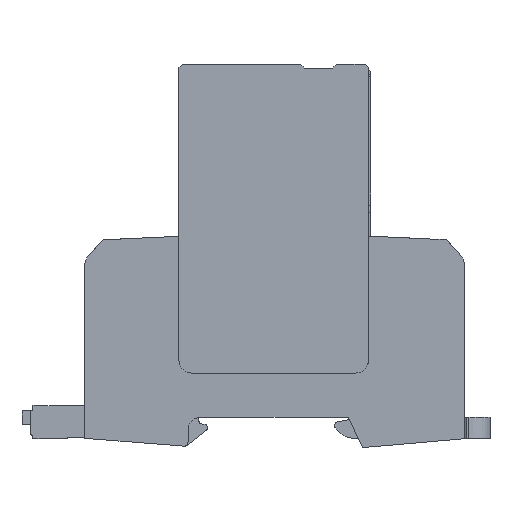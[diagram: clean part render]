
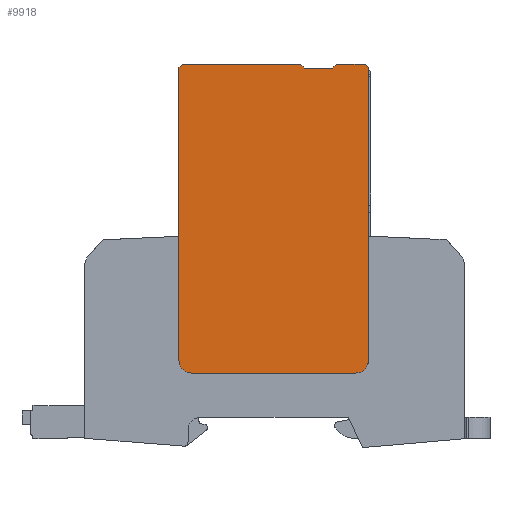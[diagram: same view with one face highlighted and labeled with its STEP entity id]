
A CAD part, left-side view. The second image highlights one B-rep face of the part: STEP entity #9918.
In plain terms, the highlighted planar face has unit normal (-1, 0, 0).
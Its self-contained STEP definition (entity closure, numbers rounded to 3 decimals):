
#9765=AXIS2_PLACEMENT_3D('Plane Axis2P3D',#9762,#9763,#9764) ;
#9762=CARTESIAN_POINT('Axis2P3D Location',(0.,72.86,17.703)) ;
#9768=CARTESIAN_POINT('Control Point',(0.,73.86,53.28)) ;
#9769=CARTESIAN_POINT('Control Point',(0.,73.86,46.765)) ;
#9770=CARTESIAN_POINT('Control Point',(0.,73.86,40.249)) ;
#9771=CARTESIAN_POINT('Control Point',(0.,73.86,33.734)) ;
#9772=CARTESIAN_POINT('Control Point',(0.,73.86,27.218)) ;
#9773=CARTESIAN_POINT('Control Point',(0.,73.86,20.703)) ;
#9774=CARTESIAN_POINT('Vertex',(0.,73.86,53.28)) ;
#9776=CARTESIAN_POINT('Vertex',(0.,73.86,20.703)) ;
#9780=CARTESIAN_POINT('Control Point',(0.,73.86,20.703)) ;
#9781=CARTESIAN_POINT('Control Point',(0.,73.86,19.76)) ;
#9782=CARTESIAN_POINT('Control Point',(0.,73.491,18.817)) ;
#9783=CARTESIAN_POINT('Control Point',(0.,72.746,18.072)) ;
#9784=CARTESIAN_POINT('Control Point',(0.,71.803,17.703)) ;
#9785=CARTESIAN_POINT('Control Point',(0.,70.86,17.703)) ;
#9786=CARTESIAN_POINT('Vertex',(0.,70.86,17.703)) ;
#9790=CARTESIAN_POINT('Control Point',(0.,70.86,17.703)) ;
#9791=CARTESIAN_POINT('Control Point',(0.,63.06,17.703)) ;
#9792=CARTESIAN_POINT('Control Point',(0.,55.26,17.703)) ;
#9793=CARTESIAN_POINT('Control Point',(0.,47.46,17.703)) ;
#9794=CARTESIAN_POINT('Control Point',(0.,39.66,17.703)) ;
#9795=CARTESIAN_POINT('Control Point',(0.,31.86,17.703)) ;
#9796=CARTESIAN_POINT('Vertex',(0.,31.86,17.703)) ;
#9800=CARTESIAN_POINT('Control Point',(0.,31.86,17.703)) ;
#9801=CARTESIAN_POINT('Control Point',(0.,30.918,17.703)) ;
#9802=CARTESIAN_POINT('Control Point',(0.,29.975,18.072)) ;
#9803=CARTESIAN_POINT('Control Point',(0.,29.229,18.817)) ;
#9804=CARTESIAN_POINT('Control Point',(0.,28.86,19.76)) ;
#9805=CARTESIAN_POINT('Control Point',(0.,28.86,20.703)) ;
#9806=CARTESIAN_POINT('Vertex',(0.,28.86,20.703)) ;
#9810=CARTESIAN_POINT('Control Point',(0.,28.86,20.703)) ;
#9811=CARTESIAN_POINT('Control Point',(0.,28.86,27.218)) ;
#9812=CARTESIAN_POINT('Control Point',(0.,28.86,33.734)) ;
#9813=CARTESIAN_POINT('Control Point',(0.,28.86,40.249)) ;
#9814=CARTESIAN_POINT('Control Point',(0.,28.86,46.765)) ;
#9815=CARTESIAN_POINT('Control Point',(0.,28.86,53.28)) ;
#9816=CARTESIAN_POINT('Vertex',(0.,28.86,53.28)) ;
#9820=CARTESIAN_POINT('Control Point',(0.,28.86,53.28)) ;
#9821=CARTESIAN_POINT('Control Point',(0.,28.86,59.144)) ;
#9822=CARTESIAN_POINT('Control Point',(0.,28.86,65.008)) ;
#9823=CARTESIAN_POINT('Control Point',(0.,28.86,70.872)) ;
#9824=CARTESIAN_POINT('Control Point',(0.,28.86,76.736)) ;
#9825=CARTESIAN_POINT('Control Point',(0.,28.86,82.6)) ;
#9826=CARTESIAN_POINT('Vertex',(0.,28.86,82.6)) ;
#9829=CARTESIAN_POINT('Line Origine',(0.,28.86,86.425)) ;
#9833=CARTESIAN_POINT('Vertex',(0.,28.86,90.25)) ;
#9836=CARTESIAN_POINT('Line Origine',(0.,29.235,90.625)) ;
#9840=CARTESIAN_POINT('Vertex',(0.,29.61,91.)) ;
#9843=CARTESIAN_POINT('Line Origine',(0.,33.035,91.)) ;
#9847=CARTESIAN_POINT('Vertex',(0.,36.46,91.)) ;
#9850=CARTESIAN_POINT('Line Origine',(0.,36.91,90.55)) ;
#9854=CARTESIAN_POINT('Vertex',(0.,37.36,90.1)) ;
#9857=CARTESIAN_POINT('Line Origine',(0.,40.71,90.1)) ;
#9861=CARTESIAN_POINT('Vertex',(0.,44.06,90.1)) ;
#9864=CARTESIAN_POINT('Line Origine',(0.,44.51,90.55)) ;
#9868=CARTESIAN_POINT('Vertex',(0.,44.96,91.)) ;
#9871=CARTESIAN_POINT('Line Origine',(0.,59.035,91.)) ;
#9875=CARTESIAN_POINT('Vertex',(0.,73.11,91.)) ;
#9878=CARTESIAN_POINT('Line Origine',(0.,73.485,90.625)) ;
#9882=CARTESIAN_POINT('Vertex',(0.,73.86,90.25)) ;
#9885=CARTESIAN_POINT('Line Origine',(0.,73.86,86.425)) ;
#9889=CARTESIAN_POINT('Vertex',(0.,73.86,82.6)) ;
#9893=CARTESIAN_POINT('Control Point',(0.,73.86,82.6)) ;
#9894=CARTESIAN_POINT('Control Point',(0.,73.86,76.736)) ;
#9895=CARTESIAN_POINT('Control Point',(0.,73.86,70.872)) ;
#9896=CARTESIAN_POINT('Control Point',(0.,73.86,65.008)) ;
#9897=CARTESIAN_POINT('Control Point',(0.,73.86,59.144)) ;
#9898=CARTESIAN_POINT('Control Point',(0.,73.86,53.28)) ;
#9763=DIRECTION('Axis2P3D Direction',(-1.,0.,0.)) ;
#9764=DIRECTION('Axis2P3D XDirection',(0.,1.,0.)) ;
#9830=DIRECTION('Vector Direction',(0.,0.,1.)) ;
#9837=DIRECTION('Vector Direction',(0.,0.707,0.707)) ;
#9844=DIRECTION('Vector Direction',(0.,1.,0.)) ;
#9851=DIRECTION('Vector Direction',(0.,0.707,-0.707)) ;
#9858=DIRECTION('Vector Direction',(0.,1.,0.)) ;
#9865=DIRECTION('Vector Direction',(0.,0.707,0.707)) ;
#9872=DIRECTION('Vector Direction',(0.,1.,0.)) ;
#9879=DIRECTION('Vector Direction',(0.,0.707,-0.707)) ;
#9886=DIRECTION('Vector Direction',(0.,0.,1.)) ;
#9831=VECTOR('Line Direction',#9830,1.) ;
#9838=VECTOR('Line Direction',#9837,1.) ;
#9845=VECTOR('Line Direction',#9844,1.) ;
#9852=VECTOR('Line Direction',#9851,1.) ;
#9859=VECTOR('Line Direction',#9858,1.) ;
#9866=VECTOR('Line Direction',#9865,1.) ;
#9873=VECTOR('Line Direction',#9872,1.) ;
#9880=VECTOR('Line Direction',#9879,1.) ;
#9887=VECTOR('Line Direction',#9886,1.) ;
#9901=ORIENTED_EDGE('',*,*,#9778,.T.) ;
#9902=ORIENTED_EDGE('',*,*,#9788,.T.) ;
#9903=ORIENTED_EDGE('',*,*,#9798,.T.) ;
#9904=ORIENTED_EDGE('',*,*,#9808,.T.) ;
#9905=ORIENTED_EDGE('',*,*,#9818,.T.) ;
#9906=ORIENTED_EDGE('',*,*,#9828,.T.) ;
#9907=ORIENTED_EDGE('',*,*,#9835,.T.) ;
#9908=ORIENTED_EDGE('',*,*,#9842,.T.) ;
#9909=ORIENTED_EDGE('',*,*,#9849,.T.) ;
#9910=ORIENTED_EDGE('',*,*,#9856,.T.) ;
#9911=ORIENTED_EDGE('',*,*,#9863,.T.) ;
#9912=ORIENTED_EDGE('',*,*,#9870,.T.) ;
#9913=ORIENTED_EDGE('',*,*,#9877,.T.) ;
#9914=ORIENTED_EDGE('',*,*,#9884,.T.) ;
#9915=ORIENTED_EDGE('',*,*,#9891,.F.) ;
#9916=ORIENTED_EDGE('',*,*,#9899,.T.) ;
#9918=ADVANCED_FACE('ABLEITER_1',(#9917),#9766,.T.) ;
#9767=B_SPLINE_CURVE_WITH_KNOTS('',5,(#9768,#9769,#9770,#9771,#9772,#9773),.UNSPECIFIED.,.F.,.U.,(6,6),(21.373,53.95),.UNSPECIFIED.) ;
#9779=B_SPLINE_CURVE_WITH_KNOTS('',5,(#9780,#9781,#9782,#9783,#9784,#9785),.UNSPECIFIED.,.F.,.U.,(6,6),(0.,4.965),.UNSPECIFIED.) ;
#9789=B_SPLINE_CURVE_WITH_KNOTS('',5,(#9790,#9791,#9792,#9793,#9794,#9795),.UNSPECIFIED.,.F.,.U.,(6,6),(0.,39.),.UNSPECIFIED.) ;
#9799=B_SPLINE_CURVE_WITH_KNOTS('',5,(#9800,#9801,#9802,#9803,#9804,#9805),.UNSPECIFIED.,.F.,.U.,(6,6),(0.,4.965),.UNSPECIFIED.) ;
#9809=B_SPLINE_CURVE_WITH_KNOTS('',5,(#9810,#9811,#9812,#9813,#9814,#9815),.UNSPECIFIED.,.F.,.U.,(6,6),(0.,32.577),.UNSPECIFIED.) ;
#9819=B_SPLINE_CURVE_WITH_KNOTS('',5,(#9820,#9821,#9822,#9823,#9824,#9825),.UNSPECIFIED.,.F.,.U.,(6,6),(23.981,53.3),.UNSPECIFIED.) ;
#9892=B_SPLINE_CURVE_WITH_KNOTS('',5,(#9893,#9894,#9895,#9896,#9897,#9898),.UNSPECIFIED.,.F.,.U.,(6,6),(0.65,29.969),.UNSPECIFIED.) ;
#9778=EDGE_CURVE('',#9775,#9777,#9767,.T.) ;
#9788=EDGE_CURVE('',#9777,#9787,#9779,.T.) ;
#9798=EDGE_CURVE('',#9787,#9797,#9789,.T.) ;
#9808=EDGE_CURVE('',#9797,#9807,#9799,.T.) ;
#9818=EDGE_CURVE('',#9807,#9817,#9809,.T.) ;
#9828=EDGE_CURVE('',#9817,#9827,#9819,.T.) ;
#9835=EDGE_CURVE('',#9827,#9834,#9832,.T.) ;
#9842=EDGE_CURVE('',#9834,#9841,#9839,.T.) ;
#9849=EDGE_CURVE('',#9841,#9848,#9846,.T.) ;
#9856=EDGE_CURVE('',#9848,#9855,#9853,.T.) ;
#9863=EDGE_CURVE('',#9855,#9862,#9860,.T.) ;
#9870=EDGE_CURVE('',#9862,#9869,#9867,.T.) ;
#9877=EDGE_CURVE('',#9869,#9876,#9874,.T.) ;
#9884=EDGE_CURVE('',#9876,#9883,#9881,.T.) ;
#9891=EDGE_CURVE('',#9890,#9883,#9888,.T.) ;
#9899=EDGE_CURVE('',#9890,#9775,#9892,.T.) ;
#9900=EDGE_LOOP('',(#9901,#9902,#9903,#9904,#9905,#9906,#9907,#9908,#9909,#9910,#9911,#9912,#9913,#9914,#9915,#9916)) ;
#9917=FACE_OUTER_BOUND('',#9900,.T.) ;
#9832=LINE('Line',#9829,#9831) ;
#9839=LINE('Line',#9836,#9838) ;
#9846=LINE('Line',#9843,#9845) ;
#9853=LINE('Line',#9850,#9852) ;
#9860=LINE('Line',#9857,#9859) ;
#9867=LINE('Line',#9864,#9866) ;
#9874=LINE('Line',#9871,#9873) ;
#9881=LINE('Line',#9878,#9880) ;
#9888=LINE('Line',#9885,#9887) ;
#9766=PLANE('',#9765) ;
#9775=VERTEX_POINT('',#9774) ;
#9777=VERTEX_POINT('',#9776) ;
#9787=VERTEX_POINT('',#9786) ;
#9797=VERTEX_POINT('',#9796) ;
#9807=VERTEX_POINT('',#9806) ;
#9817=VERTEX_POINT('',#9816) ;
#9827=VERTEX_POINT('',#9826) ;
#9834=VERTEX_POINT('',#9833) ;
#9841=VERTEX_POINT('',#9840) ;
#9848=VERTEX_POINT('',#9847) ;
#9855=VERTEX_POINT('',#9854) ;
#9862=VERTEX_POINT('',#9861) ;
#9869=VERTEX_POINT('',#9868) ;
#9876=VERTEX_POINT('',#9875) ;
#9883=VERTEX_POINT('',#9882) ;
#9890=VERTEX_POINT('',#9889) ;
